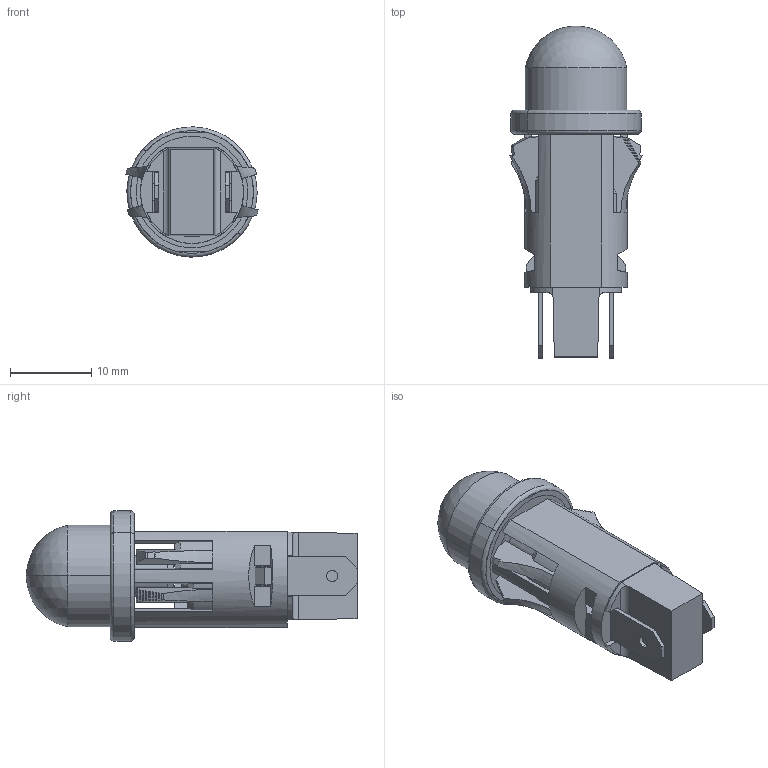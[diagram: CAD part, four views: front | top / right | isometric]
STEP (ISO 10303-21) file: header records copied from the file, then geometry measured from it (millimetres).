
FILE_DESCRIPTION (( 'STEP AP214' ), '1' );
FILE_NAME ('1092QAX-XXV.STEP', '2018-04-10T23:03:43', ( 'user' ), ( 'Microsoft' ), 'SwSTEP 2.0', 'SolidWorks 2016', '' );
FILE_SCHEMA (( 'AUTOMOTIVE_DESIGN' ));
Length unit declared in the file: inch
Products named in the file (12): MT3721-A9709; D11441 - B1607; tubing^1092QXX-XXV; Resistor 0.5W_resistor cut and bent; MR1291 & MR3671 - B11442_preformed for 1091; 5mm LED standard; MT4469T - C9470; MB0460x - B10033; OW-00032; E53911-A; E14064-A - C8185; 1092QAX-XXV
Assembly tree (13 placements, depth 2):
  1092QAX-XXV
    E14064-A - C8185
    E53911-A
    OW-00032
    MB0460x - B10033
    MT4469T - C9470  x2
    5mm LED standard
    MR1291 & MR3671 - B11442_preformed for 1091
    Resistor 0.5W_resistor cut and bent
    tubing^1092QXX-XXV
    D11441 - B1607
    MT3721-A9709  x2
Bounding box: 16.28 x 40.75 x 16 mm (x, y, z)
Volume: 2119.4 mm3; surface area: 5754.8 mm2
Topology: 16 solids, 16 shells, 679 faces, 1816 edges, 1168 vertices
Faces by surface type: plane 290, cylinder 262, cone 59, torus 44, sphere 20, bspline 4
Entity records: 24236 total; most frequent: CARTESIAN_POINT 7030, DIRECTION 3457, ORIENTED_EDGE 3360, EDGE_CURVE 1680, AXIS2_PLACEMENT_3D 1285, VERTEX_POINT 1082, LINE 887, VECTOR 887
